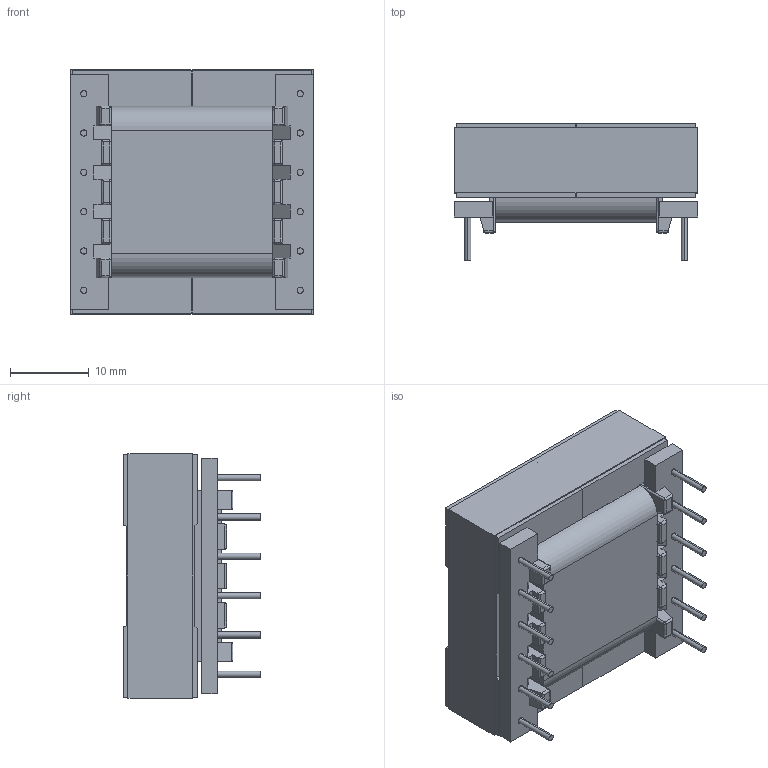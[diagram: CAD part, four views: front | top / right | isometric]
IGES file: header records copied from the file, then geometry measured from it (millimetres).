
Start section: SolidWorks IGES file using analytic representation for surfaces
Global section: file name: EFD30_5491.IGS; native system: SolidWorks 2017; preprocessor: SolidWorks 2017; author: tisha.pedersen; date: 190131.132505; units: millimetre
Bounding box: 31 x 17.43 x 31.1 mm (x, y, z)
Surface area: 11699.1 mm2 (no closed solid volume)
Topology: 0 solids, 0 shells, 296 faces, 2254 edges, 2238 vertices
Faces by surface type: bspline 173, revolution 123
